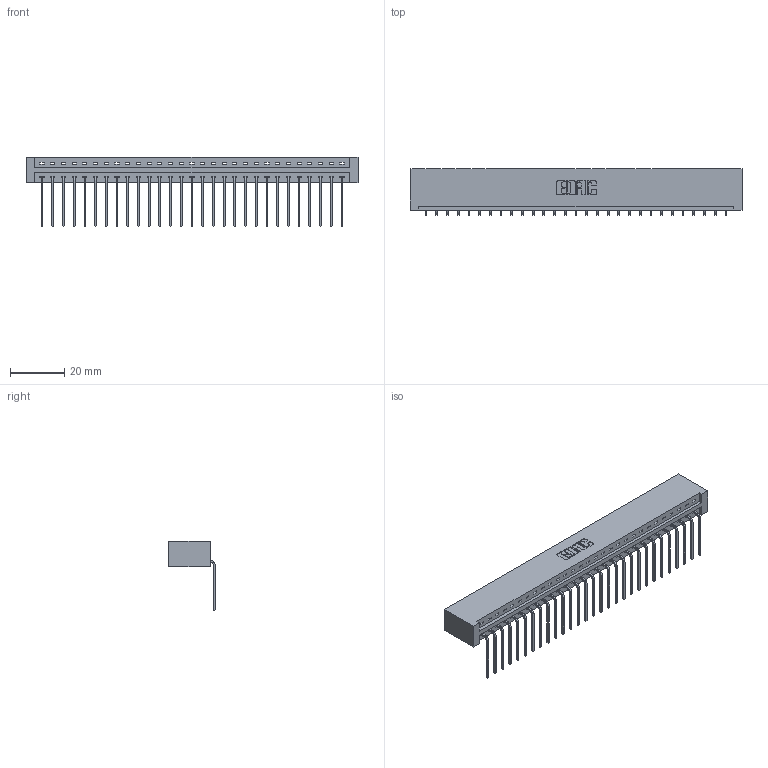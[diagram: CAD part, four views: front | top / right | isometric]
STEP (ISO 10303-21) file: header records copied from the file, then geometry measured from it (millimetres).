
FILE_DESCRIPTION (( 'STEP AP203' ), '1' );
FILE_NAME ('337-029-559-101.STEP', '2018-08-06T14:41:31', ( '' ), ( '' ), 'SwSTEP 2.0', 'SolidWorks 2016', '' );
FILE_SCHEMA (( 'CONFIG_CONTROL_DESIGN' ));
Length unit declared in the file: inch
Products named in the file (3): 337 Part_No Mounting Lugs; 345-292-001_558 559 Tail - 1; 337-029-559-101
Assembly tree (30 placements, depth 2):
  337-029-559-101
    337 Part_No Mounting Lugs
    345-292-001_558 559 Tail - 1  x29
Bounding box: 122.78 x 17.09 x 25.53 mm (x, y, z)
Volume: 13434 mm3; surface area: 14384.9 mm2
Topology: 30 solids, 30 shells, 1962 faces, 5913 edges, 3902 vertices
Faces by surface type: plane 1458, cylinder 504
Entity records: 23045 total; most frequent: CARTESIAN_POINT 4021, ORIENTED_EDGE 3986, DIRECTION 3403, EDGE_CURVE 1993, VECTOR 1873, LINE 1873, VERTEX_POINT 1326, AXIS2_PLACEMENT_3D 765
